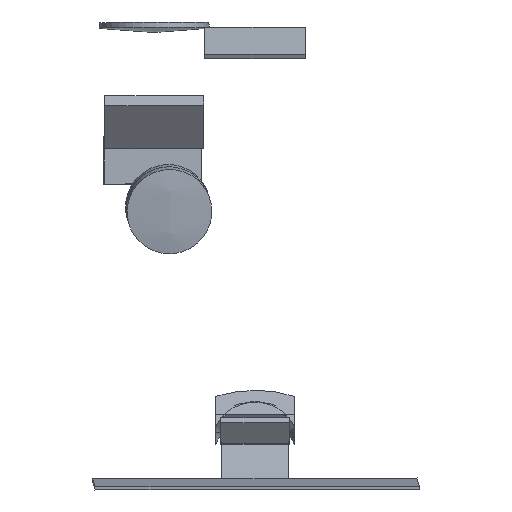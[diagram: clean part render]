
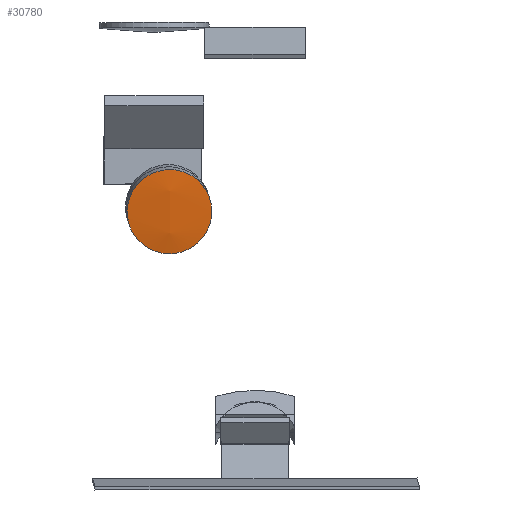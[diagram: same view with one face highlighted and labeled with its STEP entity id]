
A CAD part, front view. The second image highlights one B-rep face of the part: STEP entity #30780.
In plain terms, the highlighted spherical face has radius 59.109 mm.
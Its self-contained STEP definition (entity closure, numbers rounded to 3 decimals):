
#30570 = CARTESIAN_POINT ('', (-8.234, 157.248, 12070.962));
#30580 = VERTEX_POINT ('', #30570);
#30590 = CARTESIAN_POINT ('', (-8.234, 157.248, 12070.962));
#30600 = CARTESIAN_POINT ('', (-8.214, 156.187, 12078.992));
#30610 = CARTESIAN_POINT ('', (-16.307, 155.85, 12078.967));
#30620 = CARTESIAN_POINT ('', (-24.399, 155.513, 12078.943));
#30630 = CARTESIAN_POINT ('', (-24.419, 156.574, 12070.913));
#30640 = CARTESIAN_POINT ('', (-24.439, 157.635, 12062.883));
#30650 = CARTESIAN_POINT ('', (-16.346, 157.972, 12062.907));
#30660 = CARTESIAN_POINT ('', (-8.254, 158.309, 12062.931));
#30670 = CARTESIAN_POINT ('', (-8.234, 157.248, 12070.962));
#30680 = (
   BOUNDED_CURVE ()
   B_SPLINE_CURVE (2, (#30590, #30600, #30610, #30620, #30630, #30640, #30650, #30660, #30670), .UNSPECIFIED., .T., .U.)
   B_SPLINE_CURVE_WITH_KNOTS ((3, 2, 2, 2, 3), (0., 1.571, 3.142, 4.712, 6.283), .UNSPECIFIED.)
   CURVE ()
   GEOMETRIC_REPRESENTATION_ITEM ()
   RATIONAL_B_SPLINE_CURVE ((1., 0.707, 1., 0.707, 1., 0.707, 1., 0.707, 1.))
   REPRESENTATION_ITEM ('')
);
#30690 = EDGE_CURVE ('', #30580, #30580, #30680, .T.);
#30700 = ORIENTED_EDGE ('', *, *, #30690, .T.);
#30710 = EDGE_LOOP ('', (#30700));
#30720 = FACE_OUTER_BOUND ('', #30710, .T.);
#30730 = CARTESIAN_POINT ('', (-18.765, 214.907, 12078.605));
#30740 = DIRECTION ('', (-0.999, -0.042, -0.003));
#30750 = DIRECTION ('', (-0.002, 0.131, -0.991));
#30760 = AXIS2_PLACEMENT_3D ('', #30730, #30740, #30750);
#30770 = SPHERICAL_SURFACE ('', #30760, 59.11);
#30780 = ADVANCED_FACE ('', (#30720), #30770, .T.);
